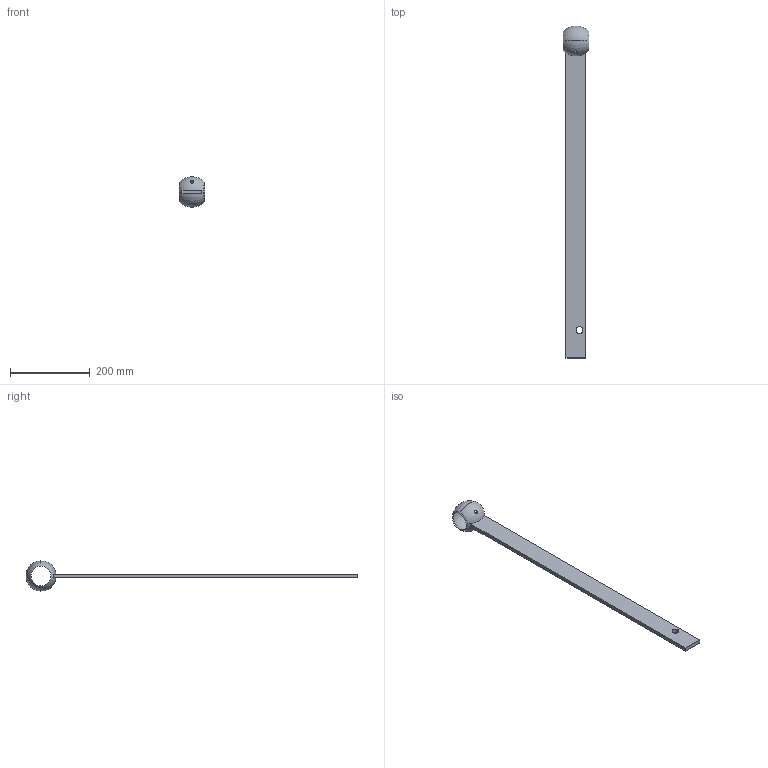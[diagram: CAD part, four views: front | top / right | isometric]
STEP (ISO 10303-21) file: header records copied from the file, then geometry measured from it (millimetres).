
FILE_DESCRIPTION (( 'STEP AP203' ), '1' );
FILE_NAME ('1205601.STEP', '2020-12-21T12:12:48', ( '' ), ( '' ), 'SwSTEP 2.0', 'SolidWorks 2020', '' );
FILE_SCHEMA (( 'CONFIG_CONTROL_DESIGN' ));
Length unit declared in the file: millimetre
Products named in the file (1): 1205601
Bounding box: 64.92 x 832.56 x 75.66 mm (x, y, z)
Volume: 405493.1 mm3; surface area: 120343.9 mm2
Topology: 1 solids, 1 shells, 17 faces, 40 edges, 24 vertices
Faces by surface type: cylinder 8, plane 5, torus 4
Entity records: 745 total; most frequent: CARTESIAN_POINT 262, DIRECTION 88, ORIENTED_EDGE 80, EDGE_CURVE 40, AXIS2_PLACEMENT_3D 36, VERTEX_POINT 24, EDGE_LOOP 22, CIRCLE 18
